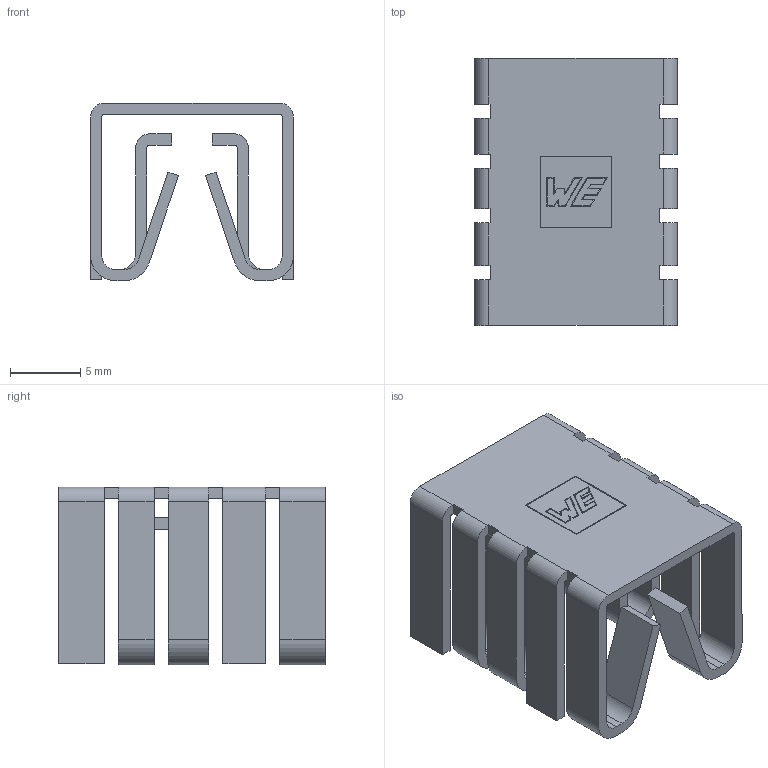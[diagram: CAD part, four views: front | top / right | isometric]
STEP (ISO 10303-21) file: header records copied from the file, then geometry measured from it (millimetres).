
FILE_DESCRIPTION(/* description */ ('Unknown'),/* implementation_level */ '2;1');
FILE_NAME(/* name */ '40903100191412',/* time_stamp */ '2025-06-17T09:13:54+08:00',/* author */ ('Unknown'),/* organization */ ('Unknown'),/* preprocessor_version */ 'ST-DEVELOPER v19.4',/* originating_system */ 'Solid Edge',/* authorisation */ 'Unknown');
FILE_SCHEMA (('AUTOMOTIVE_DESIGN {1 0 10303 214 3 1 1}'));
Length unit declared in the file: millimetre
Products named in the file (2): 40903100191412
Assembly tree (1 placements, depth 2):
  40903100191412
    40903100191412
Bounding box: 14.48 x 19.05 x 12.7 mm (x, y, z)
Volume: 658.1 mm3; surface area: 2015.7 mm2
Topology: 1 solids, 1 shells, 202 faces, 590 edges, 392 vertices
Faces by surface type: plane 150, cylinder 52
Entity records: 6721 total; most frequent: CARTESIAN_POINT 1210, ORIENTED_EDGE 1180, DIRECTION 1099, EDGE_CURVE 590, LINE 483, VECTOR 483, VERTEX_POINT 392, AXIS2_PLACEMENT_3D 308
